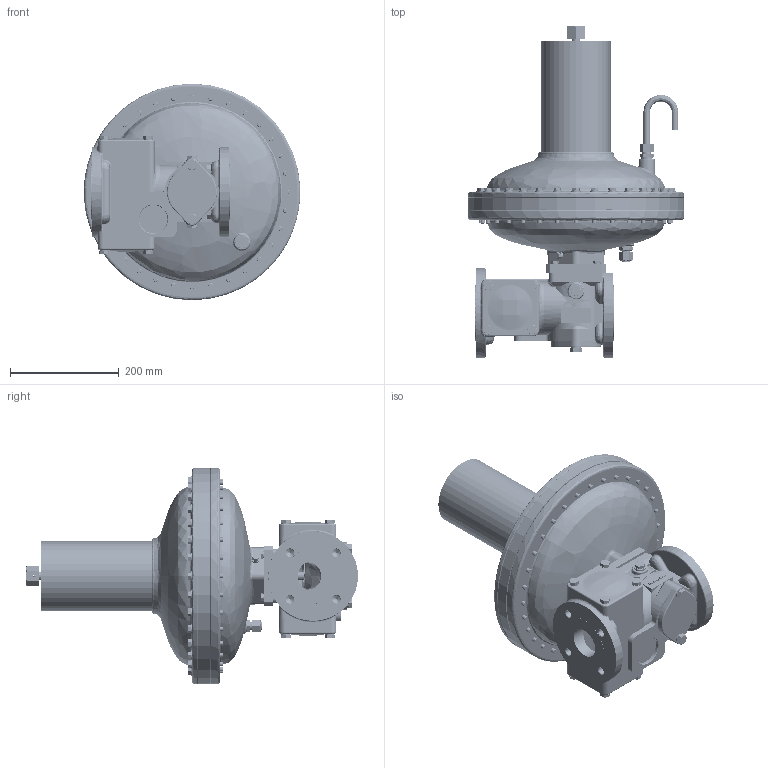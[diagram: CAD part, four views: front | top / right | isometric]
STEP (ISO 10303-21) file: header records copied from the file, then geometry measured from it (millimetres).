
FILE_DESCRIPTION (( 'STEP AP214' ), '1' );
FILE_NAME ('V_HON370_50_RE2SM_o_SAV_-_.STEP', '2017-03-07T07:43:15', ( '' ), ( '' ), 'SwSTEP 2.0', 'SolidWorks 2015', '' );
FILE_SCHEMA (( 'AUTOMOTIVE_DESIGN' ));
Length unit declared in the file: millimetre
Products named in the file (1): V_HON370_50_RE2SM_o_SAV_-_
Bounding box: 398 x 610.6 x 398 mm (x, y, z)
Volume: 8149720.8 mm3; surface area: 1691167.7 mm2
Topology: 129 solids, 129 shells, 3830 faces, 9048 edges, 5587 vertices
Faces by surface type: plane 1328, cylinder 1170, cone 837, bspline 495
Entity records: 155112 total; most frequent: CARTESIAN_POINT 67755, ORIENTED_EDGE 17976, DIRECTION 17612, EDGE_CURVE 8988, AXIS2_PLACEMENT_3D 7102, VERTEX_POINT 5587, EDGE_LOOP 4403, FACE_OUTER_BOUND 3830
